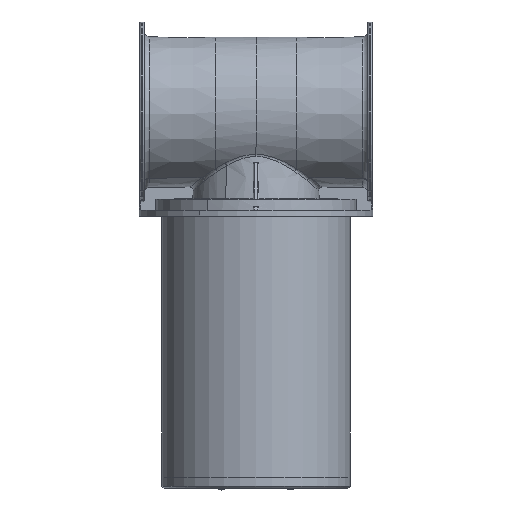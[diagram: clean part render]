
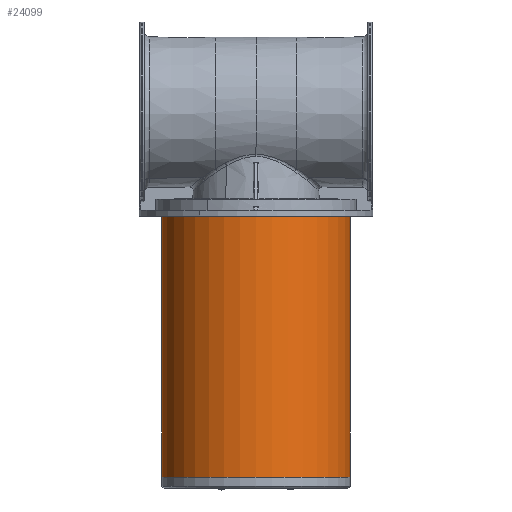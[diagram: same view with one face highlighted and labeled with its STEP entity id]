
A CAD part, front view. The second image highlights one B-rep face of the part: STEP entity #24099.
In plain terms, the highlighted cylindrical face has radius 167.5 mm (diameter 335 mm), a partial arc.
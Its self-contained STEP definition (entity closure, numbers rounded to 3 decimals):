
#24043=CARTESIAN_POINT('Line Origine',(-167.5,0.,-916.8)) ;
#24047=CARTESIAN_POINT('Vertex',(-167.5,0.,-674.8)) ;
#24049=CARTESIAN_POINT('Vertex',(-167.5,0.,-1158.8)) ;
#24056=CARTESIAN_POINT('Vertex',(167.5,0.,-674.8)) ;
#24059=CARTESIAN_POINT('Line Origine',(167.5,0.,-916.8)) ;
#24063=CARTESIAN_POINT('Vertex',(167.5,0.,-1158.8)) ;
#24078=CARTESIAN_POINT('Axis2P3D Location',(0.,0.,-916.8)) ;
#24083=CARTESIAN_POINT('Axis2P3D Location',(0.,0.,-674.8)) ;
#24088=CARTESIAN_POINT('Axis2P3D Location',(0.,0.,-1158.8)) ;
#24045=VECTOR('Line Direction',#24044,1.) ;
#24061=VECTOR('Line Direction',#24060,1.) ;
#24044=DIRECTION('Vector Direction',(0.,0.,-1.)) ;
#24060=DIRECTION('Vector Direction',(0.,0.,-1.)) ;
#24079=DIRECTION('Axis2P3D Direction',(0.,0.,-1.)) ;
#24080=DIRECTION('Axis2P3D XDirection',(1.,0.,0.)) ;
#24084=DIRECTION('Axis2P3D Direction',(0.,0.,-1.)) ;
#24089=DIRECTION('Axis2P3D Direction',(0.,0.,-1.)) ;
#24081=AXIS2_PLACEMENT_3D('Cylinder Axis2P3D',#24078,#24079,#24080) ;
#24085=AXIS2_PLACEMENT_3D('Circle Axis2P3D',#24083,#24084,$) ;
#24090=AXIS2_PLACEMENT_3D('Circle Axis2P3D',#24088,#24089,$) ;
#24046=LINE('Line',#24043,#24045) ;
#24062=LINE('Line',#24059,#24061) ;
#24086=CIRCLE('generated circle',#24085,167.5) ;
#24091=CIRCLE('generated circle',#24090,167.5) ;
#24082=CYLINDRICAL_SURFACE('generated cylinder',#24081,167.5) ;
#24051=EDGE_CURVE('',#24048,#24050,#24046,.T.) ;
#24065=EDGE_CURVE('',#24057,#24064,#24062,.T.) ;
#24087=EDGE_CURVE('',#24057,#24048,#24086,.T.) ;
#24092=EDGE_CURVE('',#24064,#24050,#24091,.T.) ;
#24093=EDGE_LOOP('',(#24094,#24095,#24096,#24097)) ;
#24094=ORIENTED_EDGE('',*,*,#24065,.F.) ;
#24095=ORIENTED_EDGE('',*,*,#24087,.T.) ;
#24096=ORIENTED_EDGE('',*,*,#24051,.T.) ;
#24097=ORIENTED_EDGE('',*,*,#24092,.F.) ;
#24048=VERTEX_POINT('',#24047) ;
#24050=VERTEX_POINT('',#24049) ;
#24057=VERTEX_POINT('',#24056) ;
#24064=VERTEX_POINT('',#24063) ;
#24099=ADVANCED_FACE('1.5.2',(#24098),#24082,.T.) ;
#24098=FACE_OUTER_BOUND('',#24093,.T.) ;
